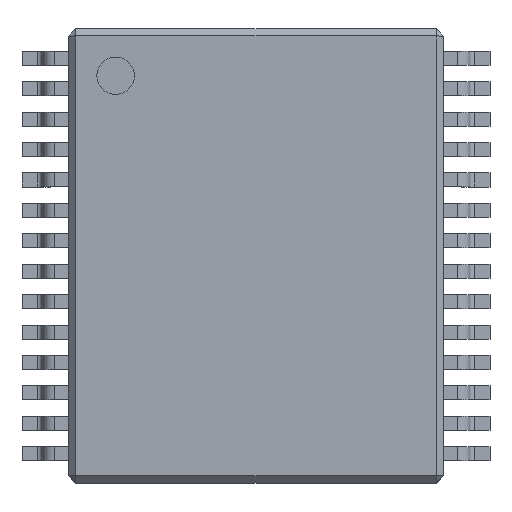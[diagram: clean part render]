
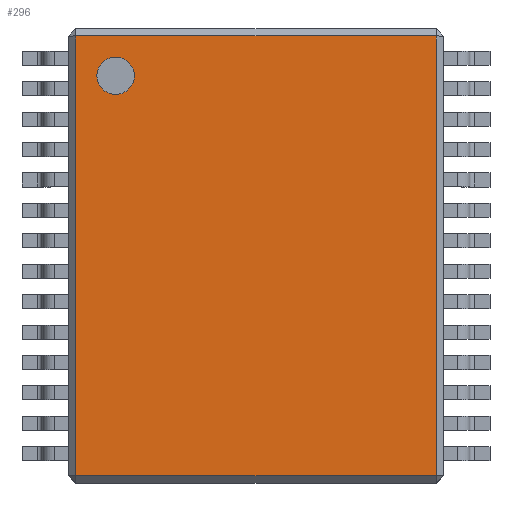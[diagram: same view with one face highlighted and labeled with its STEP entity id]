
A CAD part, top view. The second image highlights one B-rep face of the part: STEP entity #296.
In plain terms, the highlighted planar face has unit normal (0, 0, 1).
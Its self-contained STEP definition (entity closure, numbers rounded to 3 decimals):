
#13=DIRECTION('',(0.,0.,1.));
#14=DIRECTION('',(1.,0.,0.));
#91=VECTOR('',#92,1.);
#92=DIRECTION('',(0.,1.,0.));
#166=VERTEX_POINT('',#167);
#167=CARTESIAN_POINT('',(-3.85,-4.7,1.2));
#174=VERTEX_POINT('',#175);
#175=CARTESIAN_POINT('',(-3.85,4.7,1.2));
#180=ORIENTED_EDGE('',*,*,#181,.F.);
#181=EDGE_CURVE('',#166,#174,#182,.T.);
#182=LINE('',#183,#91);
#183=CARTESIAN_POINT('',(-3.85,-4.85,1.2));
#253=VECTOR('',#14,1.);
#296=ADVANCED_FACE('',(#297,#315),#324,.T.);
#297=FACE_BOUND('',#298,.T.);
#298=EDGE_LOOP('',(#180,#299,#305,#311));
#299=ORIENTED_EDGE('',*,*,#300,.T.);
#300=EDGE_CURVE('',#166,#301,#303,.T.);
#301=VERTEX_POINT('',#302);
#302=CARTESIAN_POINT('',(3.85,-4.7,1.2));
#303=LINE('',#304,#253);
#304=CARTESIAN_POINT('',(-4.,-4.7,1.2));
#305=ORIENTED_EDGE('',*,*,#306,.T.);
#306=EDGE_CURVE('',#301,#307,#309,.T.);
#307=VERTEX_POINT('',#308);
#308=CARTESIAN_POINT('',(3.85,4.7,1.2));
#309=LINE('',#310,#91);
#310=CARTESIAN_POINT('',(3.85,-4.85,1.2));
#311=ORIENTED_EDGE('',*,*,#312,.F.);
#312=EDGE_CURVE('',#174,#307,#313,.T.);
#313=LINE('',#314,#253);
#314=CARTESIAN_POINT('',(-4.,4.7,1.2));
#315=FACE_BOUND('',#316,.T.);
#316=EDGE_LOOP('',(#317));
#317=ORIENTED_EDGE('',*,*,#318,.F.);
#318=EDGE_CURVE('',#319,#319,#321,.T.);
#319=VERTEX_POINT('',#320);
#320=CARTESIAN_POINT('',(-2.6,3.85,1.2));
#321=CIRCLE('',#322,0.4);
#322=AXIS2_PLACEMENT_3D('',#323,#13,#14);
#323=CARTESIAN_POINT('',(-3.,3.85,1.2));
#324=PLANE('',#325);
#325=AXIS2_PLACEMENT_3D('',#326,#13,#14);
#326=CARTESIAN_POINT('',(-4.,-4.85,1.2));
